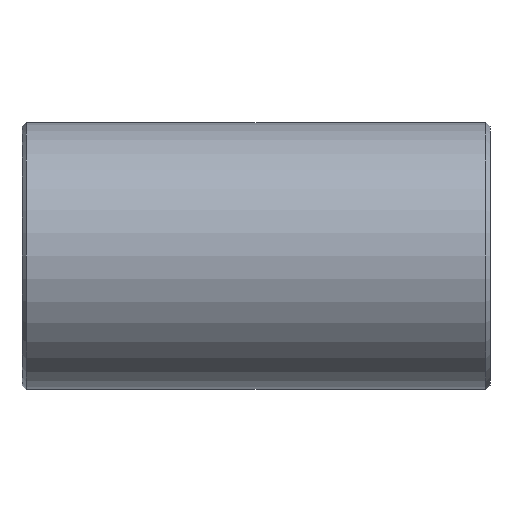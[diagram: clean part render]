
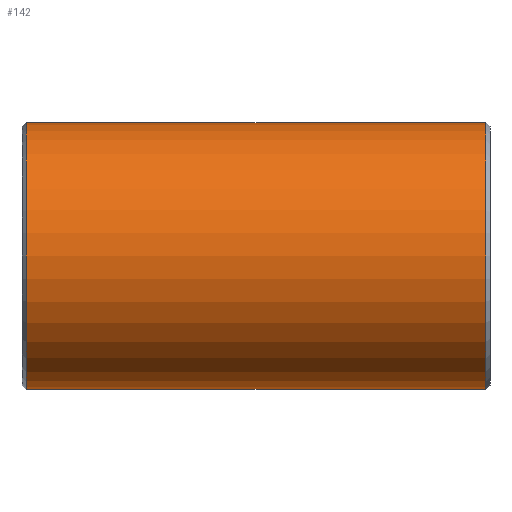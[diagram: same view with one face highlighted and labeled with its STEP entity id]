
A CAD part, front view. The second image highlights one B-rep face of the part: STEP entity #142.
In plain terms, the highlighted cylindrical face has radius 70.65 mm (diameter 141.3 mm), a partial arc.
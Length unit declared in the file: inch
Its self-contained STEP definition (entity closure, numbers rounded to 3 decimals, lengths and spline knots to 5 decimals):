
#4 = DIRECTION ( 'NONE',  ( -1., 0., 0. ) ) ;
#7 = CARTESIAN_POINT ( 'NONE',  ( 4.88, 0., -2.7815 ) ) ;
#11 = EDGE_CURVE ( 'NONE', #202, #322, #357, .T. ) ;
#25 = VECTOR ( 'NONE', #97, 39.37008 ) ;
#32 = CARTESIAN_POINT ( 'NONE',  ( 4.88, 0., -2.7815 ) ) ;
#48 = VECTOR ( 'NONE', #420, 39.37008 ) ;
#55 = VERTEX_POINT ( 'NONE', #180 ) ;
#64 = VERTEX_POINT ( 'NONE', #232 ) ;
#71 = VERTEX_POINT ( 'NONE', #182 ) ;
#97 = DIRECTION ( 'NONE',  ( -1., 0., 0. ) ) ;
#142 = ADVANCED_FACE ( 'NONE', ( #287 ), #378, .T. ) ;
#148 = VECTOR ( 'NONE', #376, 39.37008 ) ;
#158 = CARTESIAN_POINT ( 'NONE',  ( -4.794, 0., 2.7815 ) ) ;
#169 = CARTESIAN_POINT ( 'NONE',  ( 4.794, 0., 0. ) ) ;
#174 = EDGE_CURVE ( 'NONE', #64, #55, #416, .T. ) ;
#180 = CARTESIAN_POINT ( 'NONE',  ( 0., 0., -2.7815 ) ) ;
#182 = CARTESIAN_POINT ( 'NONE',  ( 4.794, 0., 2.7815 ) ) ;
#190 = CARTESIAN_POINT ( 'NONE',  ( 0., 0., 2.7815 ) ) ;
#193 = ORIENTED_EDGE ( 'NONE', *, *, #174, .F. ) ;
#200 = DIRECTION ( 'NONE',  ( 0., 0., 1. ) ) ;
#202 = VERTEX_POINT ( 'NONE', #190 ) ;
#204 = DIRECTION ( 'NONE',  ( -1., 0., 0. ) ) ;
#206 = ORIENTED_EDGE ( 'NONE', *, *, #11, .T. ) ;
#232 = CARTESIAN_POINT ( 'NONE',  ( 4.794, 0., -2.7815 ) ) ;
#235 = EDGE_CURVE ( 'NONE', #322, #411, #458, .T. ) ;
#248 = AXIS2_PLACEMENT_3D ( 'NONE', #169, #204, #386 ) ;
#276 = AXIS2_PLACEMENT_3D ( 'NONE', #466, #328, #200 ) ;
#281 = LINE ( 'NONE', #332, #48 ) ;
#287 = FACE_OUTER_BOUND ( 'NONE', #343, .T. ) ;
#289 = DIRECTION ( 'NONE',  ( -1., 0., 0. ) ) ;
#290 = ORIENTED_EDGE ( 'NONE', *, *, #543, .F. ) ;
#311 = AXIS2_PLACEMENT_3D ( 'NONE', #463, #289, #462 ) ;
#317 = CARTESIAN_POINT ( 'NONE',  ( -4.794, 0., -2.7815 ) ) ;
#322 = VERTEX_POINT ( 'NONE', #158 ) ;
#328 = DIRECTION ( 'NONE',  ( 1., 0., 0. ) ) ;
#332 = CARTESIAN_POINT ( 'NONE',  ( 4.88, 0., 2.7815 ) ) ;
#337 = VECTOR ( 'NONE', #4, 39.37008 ) ;
#343 = EDGE_LOOP ( 'NONE', ( #193, #482, #461, #206, #470, #290 ) ) ;
#357 = LINE ( 'NONE', #362, #337 ) ;
#362 = CARTESIAN_POINT ( 'NONE',  ( 4.88, 0., 2.7815 ) ) ;
#367 = EDGE_CURVE ( 'NONE', #64, #71, #588, .T. ) ;
#376 = DIRECTION ( 'NONE',  ( -1., 0., 0. ) ) ;
#378 = CYLINDRICAL_SURFACE ( 'NONE', #311, 2.7815 ) ;
#386 = DIRECTION ( 'NONE',  ( 0., 0., -1. ) ) ;
#411 = VERTEX_POINT ( 'NONE', #317 ) ;
#416 = LINE ( 'NONE', #7, #148 ) ;
#420 = DIRECTION ( 'NONE',  ( -1., 0., 0. ) ) ;
#458 = CIRCLE ( 'NONE', #276, 2.7815 ) ;
#461 = ORIENTED_EDGE ( 'NONE', *, *, #570, .T. ) ;
#462 = DIRECTION ( 'NONE',  ( 0., 0., 1. ) ) ;
#463 = CARTESIAN_POINT ( 'NONE',  ( 4.88, 0., 0. ) ) ;
#466 = CARTESIAN_POINT ( 'NONE',  ( -4.794, 0., 0. ) ) ;
#470 = ORIENTED_EDGE ( 'NONE', *, *, #235, .T. ) ;
#482 = ORIENTED_EDGE ( 'NONE', *, *, #367, .T. ) ;
#504 = LINE ( 'NONE', #32, #25 ) ;
#543 = EDGE_CURVE ( 'NONE', #55, #411, #504, .T. ) ;
#570 = EDGE_CURVE ( 'NONE', #71, #202, #281, .T. ) ;
#588 = CIRCLE ( 'NONE', #248, 2.7815 ) ;
